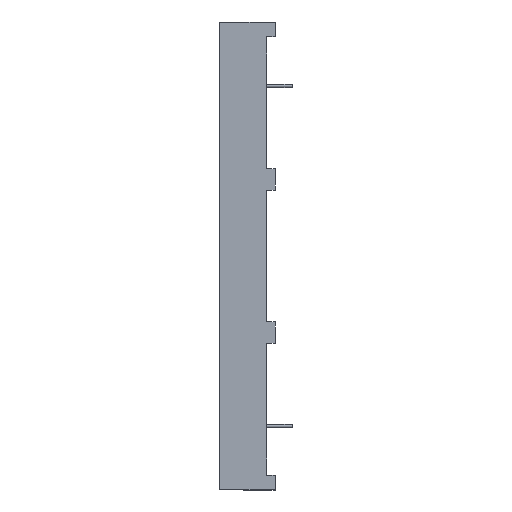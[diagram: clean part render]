
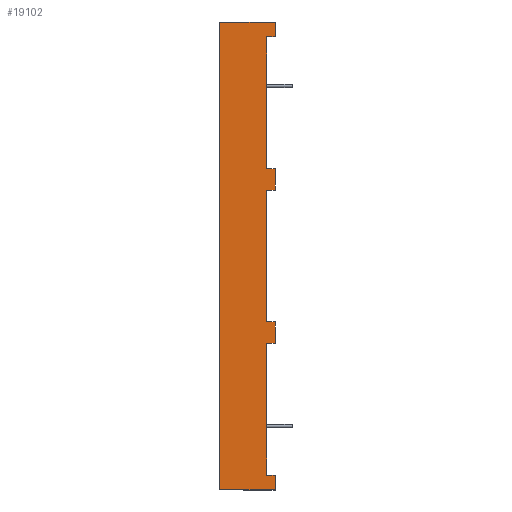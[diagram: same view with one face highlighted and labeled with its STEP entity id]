
A CAD part, left-side view. The second image highlights one B-rep face of the part: STEP entity #19102.
In plain terms, the highlighted planar face has unit normal (-1, 0, 0).
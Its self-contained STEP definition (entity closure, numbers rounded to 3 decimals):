
#2466 = ORIENTED_EDGE ( 'NONE', *, *, #19442, .T. ) ;
#2467 = ORIENTED_EDGE ( 'NONE', *, *, #20022, .T. ) ;
#2468 = ORIENTED_EDGE ( 'NONE', *, *, #20038, .F. ) ;
#2471 = ORIENTED_EDGE ( 'NONE', *, *, #20039, .T. ) ;
#2472 = ORIENTED_EDGE ( 'NONE', *, *, #20044, .F. ) ;
#2473 = ORIENTED_EDGE ( 'NONE', *, *, #20042, .T. ) ;
#2474 = ORIENTED_EDGE ( 'NONE', *, *, #19446, .F. ) ;
#2475 = ORIENTED_EDGE ( 'NONE', *, *, #20045, .T. ) ;
#2476 = ORIENTED_EDGE ( 'NONE', *, *, #20048, .F. ) ;
#2477 = ORIENTED_EDGE ( 'NONE', *, *, #20047, .T. ) ;
#2480 = ORIENTED_EDGE ( 'NONE', *, *, #19439, .F. ) ;
#2481 = ORIENTED_EDGE ( 'NONE', *, *, #20049, .T. ) ;
#2482 = ORIENTED_EDGE ( 'NONE', *, *, #20054, .F. ) ;
#2483 = ORIENTED_EDGE ( 'NONE', *, *, #19800, .T. ) ;
#2484 = ORIENTED_EDGE ( 'NONE', *, *, #20157, .T. ) ;
#2487 = ORIENTED_EDGE ( 'NONE', *, *, #20057, .F. ) ;
#3591 = LINE ( 'NONE', #3592, #17740 ) ;
#3592 = CARTESIAN_POINT ( 'NONE',  ( -35., -11., 51.5 ) ) ;
#3593 = DIRECTION ( 'NONE',  ( 0., 0., -1. ) ) ;
#3600 = LINE ( 'NONE', #3601, #17744 ) ;
#3601 = CARTESIAN_POINT ( 'NONE',  ( -35., -11., -51.5 ) ) ;
#3602 = DIRECTION ( 'NONE',  ( 0., 0., 1. ) ) ;
#3612 = LINE ( 'NONE', #3613, #17748 ) ;
#3613 = CARTESIAN_POINT ( 'NONE',  ( -35., -11., -86.297 ) ) ;
#3614 = DIRECTION ( 'NONE',  ( 0., 0., -1. ) ) ;
#3737 = LINE ( 'NONE', #3738, #17777 ) ;
#3738 = CARTESIAN_POINT ( 'NONE',  ( -35., -13., 0. ) ) ;
#3739 = DIRECTION ( 'NONE',  ( 0., 0., 1. ) ) ;
#4841 = CARTESIAN_POINT ( 'NONE',  ( -35., 0., 55. ) ) ;
#4842 = CARTESIAN_POINT ( 'NONE',  ( -35., -13., 55. ) ) ;
#4910 = CARTESIAN_POINT ( 'NONE',  ( -35., -11., 20.5 ) ) ;
#4966 = CARTESIAN_POINT ( 'NONE',  ( -35., -13., 15.5 ) ) ;
#4999 = CARTESIAN_POINT ( 'NONE',  ( -35., -11., 51.5 ) ) ;
#5004 = CARTESIAN_POINT ( 'NONE',  ( -35., -11., -20.5 ) ) ;
#5007 = CARTESIAN_POINT ( 'NONE',  ( -35., -11., 15.5 ) ) ;
#5009 = CARTESIAN_POINT ( 'NONE',  ( -35., -11., -15.5 ) ) ;
#5021 = CARTESIAN_POINT ( 'NONE',  ( -35., -13., 20.5 ) ) ;
#5030 = CARTESIAN_POINT ( 'NONE',  ( -35., -13., -51.5 ) ) ;
#5031 = CARTESIAN_POINT ( 'NONE',  ( -35., -13., -15.5 ) ) ;
#5032 = CARTESIAN_POINT ( 'NONE',  ( -35., 0., -55. ) ) ;
#5035 = CARTESIAN_POINT ( 'NONE',  ( -35., -13., -55. ) ) ;
#5043 = CARTESIAN_POINT ( 'NONE',  ( -35., -13., 51.5 ) ) ;
#5059 = CARTESIAN_POINT ( 'NONE',  ( -35., -11., -51.5 ) ) ;
#5080 = CARTESIAN_POINT ( 'NONE',  ( -35., -13., -20.5 ) ) ;
#5801 = VECTOR ( 'NONE', #15481, 1000. ) ;
#5811 = VECTOR ( 'NONE', #15593, 1000. ) ;
#5812 = VECTOR ( 'NONE', #15596, 1000. ) ;
#5814 = VECTOR ( 'NONE', #15621, 1000. ) ;
#5815 = VECTOR ( 'NONE', #15635, 1000. ) ;
#5816 = VECTOR ( 'NONE', #15638, 1000. ) ;
#5817 = VECTOR ( 'NONE', #15660, 1000. ) ;
#5818 = VECTOR ( 'NONE', #15663, 1000. ) ;
#5819 = VECTOR ( 'NONE', #15666, 1000. ) ;
#5822 = VECTOR ( 'NONE', #15697, 1000. ) ;
#5823 = VECTOR ( 'NONE', #15726, 1000. ) ;
#5889 = VECTOR ( 'NONE', #16402, 1000. ) ;
#6263 = PLANE ( 'NONE',  #13559 ) ;
#6264 = CARTESIAN_POINT ( 'NONE',  ( -35., -13., 0. ) ) ;
#6265 = DIRECTION ( 'NONE',  ( -1., 0., 0. ) ) ;
#6266 = DIRECTION ( 'NONE',  ( 0., 0., 1. ) ) ;
#7428 = EDGE_LOOP ( 'NONE', ( #2467, #2468, #2466, #2471, #2473, #2472, #2474, #2475, #2477, #2476, #2480, #2481, #2483, #2484, #2482, #2487 ) ) ;
#8377 = VERTEX_POINT ( 'NONE', #4841 ) ;
#8378 = VERTEX_POINT ( 'NONE', #4842 ) ;
#8446 = VERTEX_POINT ( 'NONE', #4910 ) ;
#8502 = VERTEX_POINT ( 'NONE', #4966 ) ;
#8535 = VERTEX_POINT ( 'NONE', #4999 ) ;
#8540 = VERTEX_POINT ( 'NONE', #5004 ) ;
#8543 = VERTEX_POINT ( 'NONE', #5007 ) ;
#8545 = VERTEX_POINT ( 'NONE', #5009 ) ;
#8557 = VERTEX_POINT ( 'NONE', #5021 ) ;
#8566 = VERTEX_POINT ( 'NONE', #5030 ) ;
#8567 = VERTEX_POINT ( 'NONE', #5031 ) ;
#8568 = VERTEX_POINT ( 'NONE', #5032 ) ;
#8571 = VERTEX_POINT ( 'NONE', #5035 ) ;
#8579 = VERTEX_POINT ( 'NONE', #5043 ) ;
#8595 = VERTEX_POINT ( 'NONE', #5059 ) ;
#8616 = VERTEX_POINT ( 'NONE', #5080 ) ;
#13555 = FACE_OUTER_BOUND ( 'NONE', #7428, .T. ) ;
#13559 = AXIS2_PLACEMENT_3D ( 'NONE', #6264, #6265, #6266 ) ;
#15479 = LINE ( 'NONE', #15480, #5801 ) ;
#15480 = CARTESIAN_POINT ( 'NONE',  ( -35., -13., 0. ) ) ;
#15481 = DIRECTION ( 'NONE',  ( 0., 0., 1. ) ) ;
#15591 = LINE ( 'NONE', #15592, #5811 ) ;
#15592 = CARTESIAN_POINT ( 'NONE',  ( -35., -11., -51.5 ) ) ;
#15593 = DIRECTION ( 'NONE',  ( 0., -1., 0. ) ) ;
#15594 = LINE ( 'NONE', #15595, #5812 ) ;
#15595 = CARTESIAN_POINT ( 'NONE',  ( -35., -11., -20.5 ) ) ;
#15596 = DIRECTION ( 'NONE',  ( 0., -1., 0. ) ) ;
#15619 = LINE ( 'NONE', #15620, #5814 ) ;
#15620 = CARTESIAN_POINT ( 'NONE',  ( -35., -13., 0. ) ) ;
#15621 = DIRECTION ( 'NONE',  ( 0., 0., 1. ) ) ;
#15633 = LINE ( 'NONE', #15634, #5815 ) ;
#15634 = CARTESIAN_POINT ( 'NONE',  ( -35., -6.5, -15.5 ) ) ;
#15635 = DIRECTION ( 'NONE',  ( 0., -1., 0. ) ) ;
#15636 = LINE ( 'NONE', #15637, #5816 ) ;
#15637 = CARTESIAN_POINT ( 'NONE',  ( -35., -6.5, 15.5 ) ) ;
#15638 = DIRECTION ( 'NONE',  ( 0., -1., 0. ) ) ;
#15658 = LINE ( 'NONE', #15659, #5817 ) ;
#15659 = CARTESIAN_POINT ( 'NONE',  ( -35., -13., 0. ) ) ;
#15660 = DIRECTION ( 'NONE',  ( 0., 0., 1. ) ) ;
#15661 = LINE ( 'NONE', #15662, #5818 ) ;
#15662 = CARTESIAN_POINT ( 'NONE',  ( -35., -11., 20.5 ) ) ;
#15663 = DIRECTION ( 'NONE',  ( 0., -1., 0. ) ) ;
#15664 = LINE ( 'NONE', #15665, #5819 ) ;
#15665 = CARTESIAN_POINT ( 'NONE',  ( -35., -11., 51.5 ) ) ;
#15666 = DIRECTION ( 'NONE',  ( 0., -1., 0. ) ) ;
#15695 = LINE ( 'NONE', #15696, #5822 ) ;
#15696 = CARTESIAN_POINT ( 'NONE',  ( -35., 0., 0. ) ) ;
#15697 = DIRECTION ( 'NONE',  ( 0., 0., 1. ) ) ;
#15724 = LINE ( 'NONE', #15725, #5823 ) ;
#15725 = CARTESIAN_POINT ( 'NONE',  ( -35., -13., -55. ) ) ;
#15726 = DIRECTION ( 'NONE',  ( 0., 1., 0. ) ) ;
#16400 = LINE ( 'NONE', #16401, #5889 ) ;
#16401 = CARTESIAN_POINT ( 'NONE',  ( -35., -13., 55. ) ) ;
#16402 = DIRECTION ( 'NONE',  ( 0., 1., 0. ) ) ;
#17740 = VECTOR ( 'NONE', #3593, 1000. ) ;
#17744 = VECTOR ( 'NONE', #3602, 1000. ) ;
#17748 = VECTOR ( 'NONE', #3614, 1000. ) ;
#17777 = VECTOR ( 'NONE', #3739, 1000. ) ;
#19102 = ADVANCED_FACE ( 'NONE', ( #13555 ), #6263, .T. ) ;
#19439 = EDGE_CURVE ( 'NONE', #8535, #8446, #3591, .T. ) ;
#19442 = EDGE_CURVE ( 'NONE', #8595, #8540, #3600, .T. ) ;
#19446 = EDGE_CURVE ( 'NONE', #8543, #8545, #3612, .T. ) ;
#19800 = EDGE_CURVE ( 'NONE', #8579, #8378, #3737, .T. ) ;
#20022 = EDGE_CURVE ( 'NONE', #8571, #8566, #15479, .T. ) ;
#20038 = EDGE_CURVE ( 'NONE', #8595, #8566, #15591, .T. ) ;
#20039 = EDGE_CURVE ( 'NONE', #8540, #8616, #15594, .T. ) ;
#20042 = EDGE_CURVE ( 'NONE', #8616, #8567, #15619, .T. ) ;
#20044 = EDGE_CURVE ( 'NONE', #8545, #8567, #15633, .T. ) ;
#20045 = EDGE_CURVE ( 'NONE', #8543, #8502, #15636, .T. ) ;
#20047 = EDGE_CURVE ( 'NONE', #8502, #8557, #15658, .T. ) ;
#20048 = EDGE_CURVE ( 'NONE', #8446, #8557, #15661, .T. ) ;
#20049 = EDGE_CURVE ( 'NONE', #8535, #8579, #15664, .T. ) ;
#20054 = EDGE_CURVE ( 'NONE', #8568, #8377, #15695, .T. ) ;
#20057 = EDGE_CURVE ( 'NONE', #8571, #8568, #15724, .T. ) ;
#20157 = EDGE_CURVE ( 'NONE', #8378, #8377, #16400, .T. ) ;
